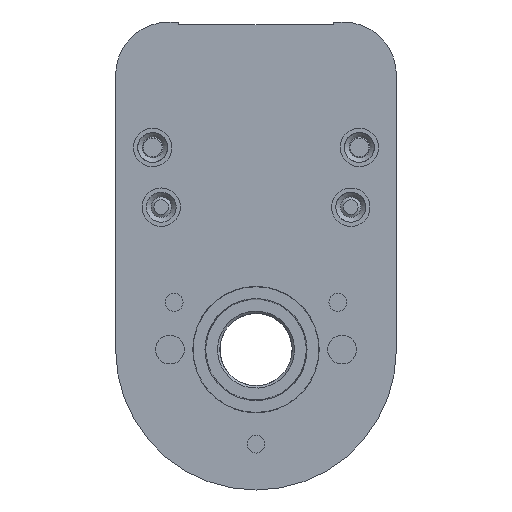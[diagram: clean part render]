
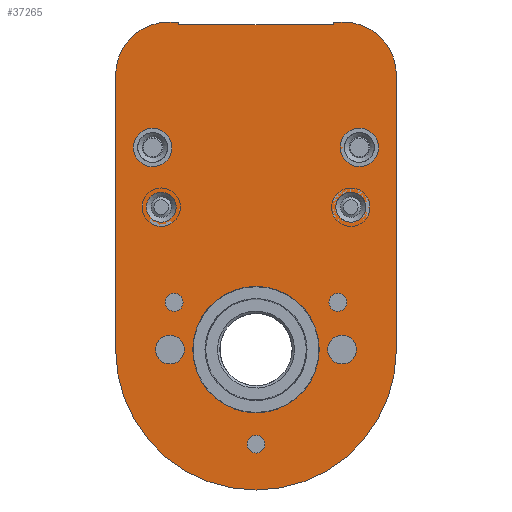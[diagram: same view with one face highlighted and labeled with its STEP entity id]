
A CAD part, front view. The second image highlights one B-rep face of the part: STEP entity #37265.
In plain terms, the highlighted planar face has unit normal (0, -1, 0).
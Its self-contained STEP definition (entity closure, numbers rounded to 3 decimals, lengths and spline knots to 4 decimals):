
#3217=FACE_BOUND('',#6980,.T.);
#3218=FACE_BOUND('',#6981,.T.);
#3219=FACE_BOUND('',#6982,.T.);
#3220=FACE_BOUND('',#6983,.T.);
#3221=FACE_BOUND('',#6984,.T.);
#3222=FACE_BOUND('',#6985,.T.);
#3223=FACE_BOUND('',#6986,.T.);
#3224=FACE_BOUND('',#6987,.T.);
#3225=FACE_BOUND('',#6988,.T.);
#3226=FACE_BOUND('',#6989,.T.);
#3562=CIRCLE('',#41382,0.2313);
#3563=CIRCLE('',#41383,0.6113);
#3564=CIRCLE('',#41384,0.2313);
#3565=CIRCLE('',#41385,0.065);
#3566=CIRCLE('',#41386,0.065);
#3567=CIRCLE('',#41387,0.0625);
#3568=CIRCLE('',#41388,0.0625);
#3569=CIRCLE('',#41389,0.039);
#3570=CIRCLE('',#41390,0.039);
#3571=CIRCLE('',#41391,0.039);
#3572=CIRCLE('',#41392,0.065);
#3573=CIRCLE('',#41393,0.065);
#3574=CIRCLE('',#41394,0.2753);
#4792=PLANE('',#41381);
#5608=FACE_OUTER_BOUND('',#6979,.T.);
#6979=EDGE_LOOP('',(#29577,#29578,#29579,#29580,#29581,#29582,#29583,#29584,
#29585,#29586,#29587,#29588));
#6980=EDGE_LOOP('',(#29589));
#6981=EDGE_LOOP('',(#29590));
#6982=EDGE_LOOP('',(#29591));
#6983=EDGE_LOOP('',(#29592));
#6984=EDGE_LOOP('',(#29593));
#6985=EDGE_LOOP('',(#29594));
#6986=EDGE_LOOP('',(#29595));
#6987=EDGE_LOOP('',(#29596));
#6988=EDGE_LOOP('',(#29597));
#6989=EDGE_LOOP('',(#29598));
#8697=B_SPLINE_CURVE_WITH_KNOTS('',3,(#53717,#53718,#53719,#53720),
 .UNSPECIFIED.,.F.,.F.,(4,4),(0.,1.),.UNSPECIFIED.);
#8698=B_SPLINE_CURVE_WITH_KNOTS('',3,(#53736,#53737,#53738,#53739),
 .UNSPECIFIED.,.F.,.F.,(4,4),(0.,1.),.UNSPECIFIED.);
#9141=LINE('',#53715,#13317);
#9142=LINE('',#53722,#13318);
#9143=LINE('',#53726,#13319);
#9144=LINE('',#53730,#13320);
#9145=LINE('',#53734,#13321);
#9146=LINE('',#53741,#13322);
#9147=LINE('',#53742,#13323);
#13317=VECTOR('',#44095,0.004);
#13318=VECTOR('',#44096,0.0348);
#13319=VECTOR('',#44099,1.195);
#13320=VECTOR('',#44102,1.195);
#13321=VECTOR('',#44105,0.0348);
#13322=VECTOR('',#44106,0.004);
#13323=VECTOR('',#44107,0.6744);
#17497=VERTEX_POINT('',#53713);
#17498=VERTEX_POINT('',#53714);
#17499=VERTEX_POINT('',#53716);
#17500=VERTEX_POINT('',#53721);
#17501=VERTEX_POINT('',#53723);
#17502=VERTEX_POINT('',#53725);
#17503=VERTEX_POINT('',#53727);
#17504=VERTEX_POINT('',#53729);
#17505=VERTEX_POINT('',#53731);
#17506=VERTEX_POINT('',#53733);
#17507=VERTEX_POINT('',#53735);
#17508=VERTEX_POINT('',#53740);
#17509=VERTEX_POINT('',#53743);
#17510=VERTEX_POINT('',#53745);
#17511=VERTEX_POINT('',#53747);
#17512=VERTEX_POINT('',#53749);
#17513=VERTEX_POINT('',#53751);
#17514=VERTEX_POINT('',#53753);
#17515=VERTEX_POINT('',#53755);
#17516=VERTEX_POINT('',#53757);
#17517=VERTEX_POINT('',#53759);
#17518=VERTEX_POINT('',#53761);
#23536=EDGE_CURVE('',#17497,#17498,#9141,.T.);
#23537=EDGE_CURVE('',#17498,#17499,#8697,.T.);
#23538=EDGE_CURVE('',#17499,#17500,#9142,.T.);
#23539=EDGE_CURVE('',#17501,#17500,#3562,.T.);
#23540=EDGE_CURVE('',#17502,#17501,#9143,.T.);
#23541=EDGE_CURVE('',#17503,#17502,#3563,.T.);
#23542=EDGE_CURVE('',#17504,#17503,#9144,.T.);
#23543=EDGE_CURVE('',#17504,#17505,#3564,.T.);
#23544=EDGE_CURVE('',#17505,#17506,#9145,.T.);
#23545=EDGE_CURVE('',#17506,#17507,#8698,.T.);
#23546=EDGE_CURVE('',#17507,#17508,#9146,.T.);
#23547=EDGE_CURVE('',#17508,#17497,#9147,.T.);
#23548=EDGE_CURVE('',#17509,#17509,#3565,.T.);
#23549=EDGE_CURVE('',#17510,#17510,#3566,.T.);
#23550=EDGE_CURVE('',#17511,#17511,#3567,.T.);
#23551=EDGE_CURVE('',#17512,#17512,#3568,.T.);
#23552=EDGE_CURVE('',#17513,#17513,#3569,.T.);
#23553=EDGE_CURVE('',#17514,#17514,#3570,.T.);
#23554=EDGE_CURVE('',#17515,#17515,#3571,.T.);
#23555=EDGE_CURVE('',#17516,#17516,#3572,.T.);
#23556=EDGE_CURVE('',#17517,#17517,#3573,.T.);
#23557=EDGE_CURVE('',#17518,#17518,#3574,.T.);
#29577=ORIENTED_EDGE('',*,*,#23536,.T.);
#29578=ORIENTED_EDGE('',*,*,#23537,.T.);
#29579=ORIENTED_EDGE('',*,*,#23538,.T.);
#29580=ORIENTED_EDGE('',*,*,#23539,.F.);
#29581=ORIENTED_EDGE('',*,*,#23540,.F.);
#29582=ORIENTED_EDGE('',*,*,#23541,.F.);
#29583=ORIENTED_EDGE('',*,*,#23542,.F.);
#29584=ORIENTED_EDGE('',*,*,#23543,.T.);
#29585=ORIENTED_EDGE('',*,*,#23544,.T.);
#29586=ORIENTED_EDGE('',*,*,#23545,.T.);
#29587=ORIENTED_EDGE('',*,*,#23546,.T.);
#29588=ORIENTED_EDGE('',*,*,#23547,.T.);
#29589=ORIENTED_EDGE('',*,*,#23548,.T.);
#29590=ORIENTED_EDGE('',*,*,#23549,.T.);
#29591=ORIENTED_EDGE('',*,*,#23550,.T.);
#29592=ORIENTED_EDGE('',*,*,#23551,.T.);
#29593=ORIENTED_EDGE('',*,*,#23552,.T.);
#29594=ORIENTED_EDGE('',*,*,#23553,.T.);
#29595=ORIENTED_EDGE('',*,*,#23554,.T.);
#29596=ORIENTED_EDGE('',*,*,#23555,.F.);
#29597=ORIENTED_EDGE('',*,*,#23556,.F.);
#29598=ORIENTED_EDGE('',*,*,#23557,.F.);
#37265=ADVANCED_FACE('',(#5608,#3217,#3218,#3219,#3220,#3221,#3222,#3223,
#3224,#3225,#3226),#4792,.F.);
#41381=AXIS2_PLACEMENT_3D('',#53712,#44093,#44094);
#41382=AXIS2_PLACEMENT_3D('',#53724,#44097,#44098);
#41383=AXIS2_PLACEMENT_3D('',#53728,#44100,#44101);
#41384=AXIS2_PLACEMENT_3D('',#53732,#44103,#44104);
#41385=AXIS2_PLACEMENT_3D('',#53744,#44108,#44109);
#41386=AXIS2_PLACEMENT_3D('',#53746,#44110,#44111);
#41387=AXIS2_PLACEMENT_3D('',#53748,#44112,#44113);
#41388=AXIS2_PLACEMENT_3D('',#53750,#44114,#44115);
#41389=AXIS2_PLACEMENT_3D('',#53752,#44116,#44117);
#41390=AXIS2_PLACEMENT_3D('',#53754,#44118,#44119);
#41391=AXIS2_PLACEMENT_3D('',#53756,#44120,#44121);
#41392=AXIS2_PLACEMENT_3D('',#53758,#44122,#44123);
#41393=AXIS2_PLACEMENT_3D('',#53760,#44124,#44125);
#41394=AXIS2_PLACEMENT_3D('',#53762,#44126,#44127);
#44093=DIRECTION('center_axis',(0.,1.,0.));
#44094=DIRECTION('ref_axis',(0.,0.,1.));
#44095=DIRECTION('',(0.,0.,1.));
#44096=DIRECTION('',(-1.,0.,0.));
#44097=DIRECTION('center_axis',(0.,1.,0.));
#44098=DIRECTION('ref_axis',(-1.,0.,0.));
#44099=DIRECTION('',(0.,0.,1.));
#44100=DIRECTION('center_axis',(0.,1.,0.));
#44101=DIRECTION('ref_axis',(1.,0.,0.));
#44102=DIRECTION('',(0.,0.,-1.));
#44103=DIRECTION('center_axis',(0.,-1.,0.));
#44104=DIRECTION('ref_axis',(1.,0.,0.));
#44105=DIRECTION('',(-1.,0.,0.));
#44106=DIRECTION('',(0.,0.,-1.));
#44107=DIRECTION('',(-1.,0.,0.));
#44108=DIRECTION('center_axis',(0.,1.,0.));
#44109=DIRECTION('ref_axis',(1.,0.,0.));
#44110=DIRECTION('center_axis',(0.,1.,0.));
#44111=DIRECTION('ref_axis',(1.,0.,0.));
#44112=DIRECTION('center_axis',(0.,1.,0.));
#44113=DIRECTION('ref_axis',(1.,0.,0.));
#44114=DIRECTION('center_axis',(0.,1.,0.));
#44115=DIRECTION('ref_axis',(1.,0.,0.));
#44116=DIRECTION('center_axis',(0.,1.,0.));
#44117=DIRECTION('ref_axis',(1.,0.,0.));
#44118=DIRECTION('center_axis',(0.,1.,0.));
#44119=DIRECTION('ref_axis',(-0.5,0.,0.866));
#44120=DIRECTION('center_axis',(0.,1.,0.));
#44121=DIRECTION('ref_axis',(-0.5,0.,-0.866));
#44122=DIRECTION('center_axis',(0.,-1.,0.));
#44123=DIRECTION('ref_axis',(-1.,0.,0.));
#44124=DIRECTION('center_axis',(0.,-1.,0.));
#44125=DIRECTION('ref_axis',(1.,0.,0.));
#44126=DIRECTION('center_axis',(0.,-1.,0.));
#44127=DIRECTION('ref_axis',(-1.,0.,0.));
#53712=CARTESIAN_POINT('Origin',(0.,0.,1.4263));
#53713=CARTESIAN_POINT('',(-0.3372,0.,1.4143));
#53714=CARTESIAN_POINT('',(-0.3372,0.,1.4183));
#53715=CARTESIAN_POINT('',(-0.3372,0.,1.4143));
#53716=CARTESIAN_POINT('',(-0.3452,0.,1.4263));
#53717=CARTESIAN_POINT('Ctrl Pts',(-0.3372,0.,1.4183));
#53718=CARTESIAN_POINT('Ctrl Pts',(-0.3372,0.,1.4221));
#53719=CARTESIAN_POINT('Ctrl Pts',(-0.3414,0.,1.4263));
#53720=CARTESIAN_POINT('Ctrl Pts',(-0.3452,0.,1.4263));
#53721=CARTESIAN_POINT('',(-0.38,0.,1.4263));
#53722=CARTESIAN_POINT('',(-0.3452,0.,1.4263));
#53723=CARTESIAN_POINT('',(-0.6113,0.,1.195));
#53724=CARTESIAN_POINT('Origin',(-0.38,0.,1.195));
#53725=CARTESIAN_POINT('',(-0.6113,0.,0.));
#53726=CARTESIAN_POINT('',(-0.6113,0.,0.));
#53727=CARTESIAN_POINT('',(0.6113,0.,0.));
#53728=CARTESIAN_POINT('Origin',(0.,0.,0.));
#53729=CARTESIAN_POINT('',(0.6113,0.,1.195));
#53730=CARTESIAN_POINT('',(0.6113,0.,1.195));
#53731=CARTESIAN_POINT('',(0.38,0.,1.4263));
#53732=CARTESIAN_POINT('Origin',(0.38,0.,1.195));
#53733=CARTESIAN_POINT('',(0.3452,0.,1.4263));
#53734=CARTESIAN_POINT('',(0.38,0.,1.4263));
#53735=CARTESIAN_POINT('',(0.3372,0.,1.4183));
#53736=CARTESIAN_POINT('Ctrl Pts',(0.3452,0.,1.4263));
#53737=CARTESIAN_POINT('Ctrl Pts',(0.3414,0.,1.4263));
#53738=CARTESIAN_POINT('Ctrl Pts',(0.3372,0.,1.4221));
#53739=CARTESIAN_POINT('Ctrl Pts',(0.3372,0.,1.4183));
#53740=CARTESIAN_POINT('',(0.3372,0.,1.4143));
#53741=CARTESIAN_POINT('',(0.3372,0.,1.4183));
#53742=CARTESIAN_POINT('',(0.3372,0.,1.4143));
#53743=CARTESIAN_POINT('',(-0.3475,0.,0.62));
#53744=CARTESIAN_POINT('Origin',(-0.4125,0.,0.62));
#53745=CARTESIAN_POINT('',(0.4775,0.,0.62));
#53746=CARTESIAN_POINT('Origin',(0.4125,0.,0.62));
#53747=CARTESIAN_POINT('',(-0.3125,0.,0.));
#53748=CARTESIAN_POINT('Origin',(-0.375,0.,0.));
#53749=CARTESIAN_POINT('',(0.4375,0.,0.));
#53750=CARTESIAN_POINT('Origin',(0.375,0.,0.));
#53751=CARTESIAN_POINT('',(0.039,0.,-0.4115));
#53752=CARTESIAN_POINT('Origin',(0.,0.,-0.4115));
#53753=CARTESIAN_POINT('',(0.3369,0.,0.2395));
#53754=CARTESIAN_POINT('Origin',(0.3564,0.,
0.2058));
#53755=CARTESIAN_POINT('',(-0.3759,0.,0.172));
#53756=CARTESIAN_POINT('Origin',(-0.3564,0.,
0.2058));
#53757=CARTESIAN_POINT('',(0.385,0.,0.88));
#53758=CARTESIAN_POINT('Origin',(0.45,0.,0.88));
#53759=CARTESIAN_POINT('',(-0.385,0.,0.88));
#53760=CARTESIAN_POINT('Origin',(-0.45,0.,0.88));
#53761=CARTESIAN_POINT('',(-0.2753,0.,0.));
#53762=CARTESIAN_POINT('Origin',(0.,0.,0.));
